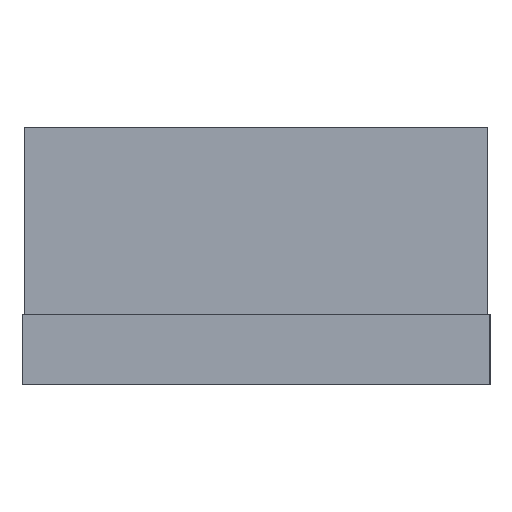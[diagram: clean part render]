
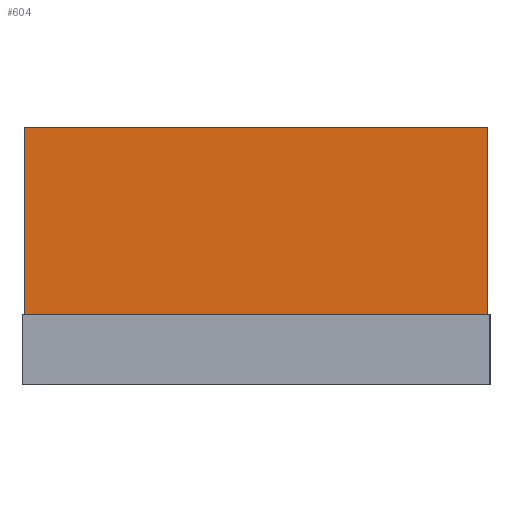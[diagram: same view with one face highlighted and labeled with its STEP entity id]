
A CAD part, left-side view. The second image highlights one B-rep face of the part: STEP entity #604.
In plain terms, the highlighted planar face has unit normal (-1, 0, 0).
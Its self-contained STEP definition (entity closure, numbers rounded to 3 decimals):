
#238 = VERTEX_POINT('',#239);
#239 = CARTESIAN_POINT('',(-2.99,-0.99,0.3));
#245 = EDGE_CURVE('',#238,#246,#248,.T.);
#246 = VERTEX_POINT('',#247);
#247 = CARTESIAN_POINT('',(-2.99,-0.99,1.1));
#248 = LINE('',#249,#250);
#249 = CARTESIAN_POINT('',(-2.99,-0.99,0.02));
#250 = VECTOR('',#251,1.);
#251 = DIRECTION('',(0.,0.,1.));
#336 = VERTEX_POINT('',#337);
#337 = CARTESIAN_POINT('',(-2.99,0.99,0.3));
#343 = EDGE_CURVE('',#336,#344,#346,.T.);
#344 = VERTEX_POINT('',#345);
#345 = CARTESIAN_POINT('',(-2.99,0.99,1.1));
#346 = LINE('',#347,#348);
#347 = CARTESIAN_POINT('',(-2.99,0.99,0.02));
#348 = VECTOR('',#349,1.);
#349 = DIRECTION('',(0.,0.,1.));
#557 = EDGE_CURVE('',#246,#344,#558,.T.);
#558 = LINE('',#559,#560);
#559 = CARTESIAN_POINT('',(-2.99,-0.99,1.1));
#560 = VECTOR('',#561,1.);
#561 = DIRECTION('',(0.,1.,0.));
#604 = ADVANCED_FACE('',(#605),#616,.F.);
#605 = FACE_BOUND('',#606,.F.);
#606 = EDGE_LOOP('',(#607,#608,#614,#615));
#607 = ORIENTED_EDGE('',*,*,#245,.F.);
#608 = ORIENTED_EDGE('',*,*,#609,.F.);
#609 = EDGE_CURVE('',#336,#238,#610,.T.);
#610 = LINE('',#611,#612);
#611 = CARTESIAN_POINT('',(-2.99,-0.495,0.3));
#612 = VECTOR('',#613,1.);
#613 = DIRECTION('',(0.,-1.,0.));
#614 = ORIENTED_EDGE('',*,*,#343,.T.);
#615 = ORIENTED_EDGE('',*,*,#557,.F.);
#616 = PLANE('',#617);
#617 = AXIS2_PLACEMENT_3D('',#618,#619,#620);
#618 = CARTESIAN_POINT('',(-2.99,-0.99,0.02));
#619 = DIRECTION('',(1.,0.,0.));
#620 = DIRECTION('',(0.,0.,1.));
